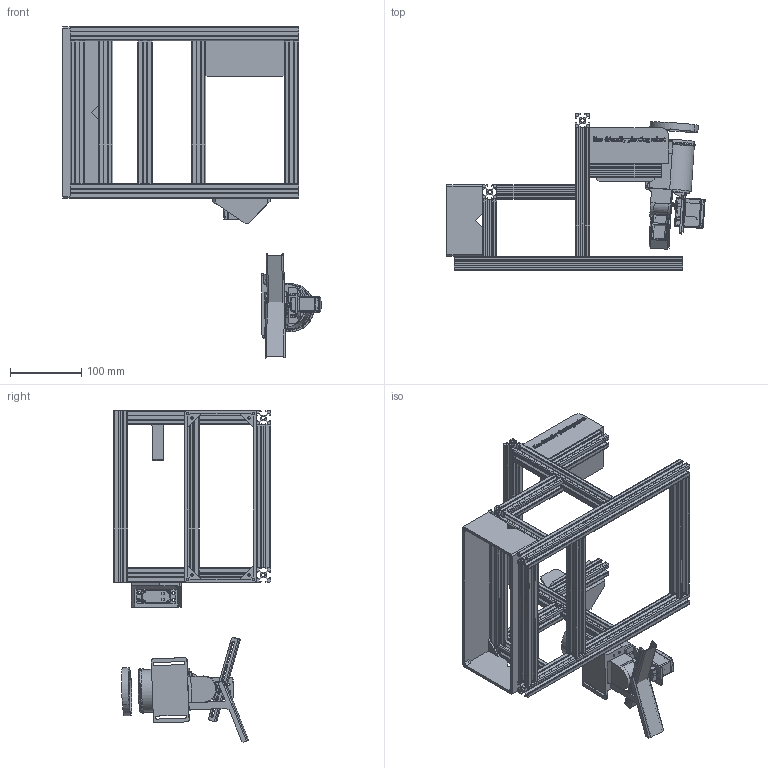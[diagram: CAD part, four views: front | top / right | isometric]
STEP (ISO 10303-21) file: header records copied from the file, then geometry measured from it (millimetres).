
FILE_DESCRIPTION (( 'STEP AP214' ), '1' );
FILE_NAME ('assembly.STEP', '2025-06-07T03:48:06', ( '' ), ( '' ), 'SwSTEP 2.0', 'SolidWorks 2020', '' );
FILE_SCHEMA (( 'AUTOMOTIVE_DESIGN' ));
Length unit declared in the file: millimetre
Products named in the file (13): 俋褲; 梓袧嗆儂俋倛3D; 侜督萇儂釱; 諉穢阨碟; 框架_默认<按加工>; 絳蹋羞; assembly; 机械臂伺服电机座; 絳蹋羞B; 堤蹋諳蚾饜极; 揣蹋嫡2; 揣蹋嫡裔赽; 堤蹋諳
Assembly tree (13 placements, depth 3):
  assembly
    框架_默认<按加工>
    諉穢阨碟
    机械臂伺服电机座
    梓袧嗆儂俋倛3D
    俋褲
    堤蹋諳蚾饜极
      堤蹋諳
      揣蹋嫡2
      梓袧嗆儂俋倛3D
      侜督萇儂釱
      絳蹋羞
      絳蹋羞B
      揣蹋嫡裔赽
Bounding box: 361.54 x 220 x 464.83 mm (x, y, z)
Volume: 819262.5 mm3; surface area: 691168.8 mm2
Topology: 32 solids, 32 shells, 3558 faces, 9992 edges, 6610 vertices
Faces by surface type: plane 2092, bspline 702, cylinder 450, cone 306, torus 8
Entity records: 114595 total; most frequent: CARTESIAN_POINT 40308, ORIENTED_EDGE 16814, DIRECTION 12664, EDGE_CURVE 8407, LINE 6132, VECTOR 6132, VERTEX_POINT 5568, AXIS2_PLACEMENT_3D 3266
